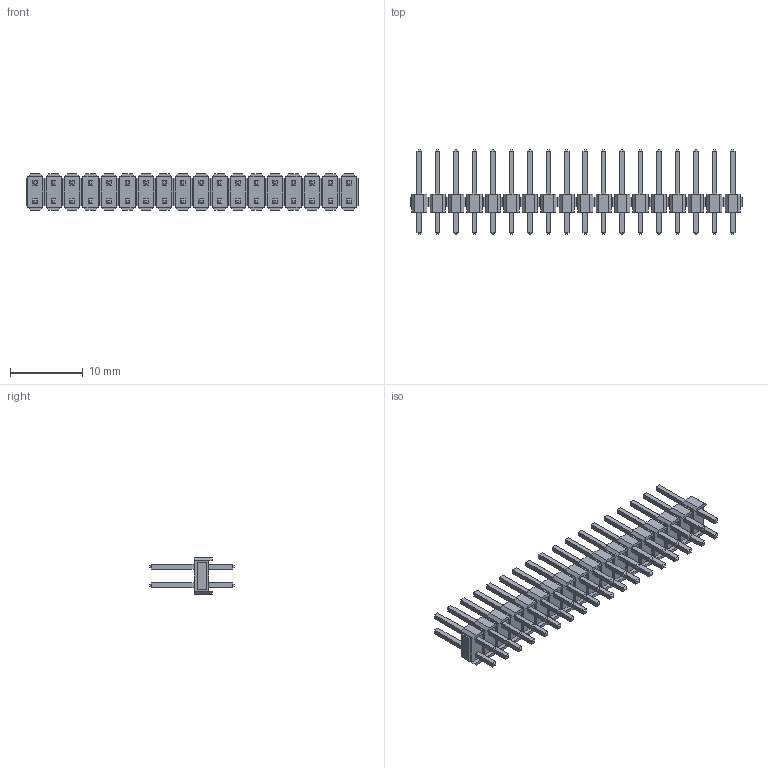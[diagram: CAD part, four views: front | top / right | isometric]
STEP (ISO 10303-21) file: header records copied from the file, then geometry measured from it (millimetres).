
FILE_DESCRIPTION (( 'STEP AP214' ), '1' );
FILE_NAME ('PLD-36.STEP', '2019-06-28T08:58:50', ( '' ), ( '' ), 'SwSTEP 2.0', 'SolidWorks 2018', '' );
FILE_SCHEMA (( 'AUTOMOTIVE_DESIGN' ));
Length unit declared in the file: millimetre
Products named in the file (1): PLD-36
Bounding box: 45.72 x 11.64 x 5 mm (x, y, z)
Volume: 558.1 mm3; surface area: 1874.9 mm2
Topology: 18 solids, 18 shells, 1080 faces, 2448 edges, 1512 vertices
Faces by surface type: plane 1080
Entity records: 41159 total; most frequent: CARTESIAN_POINT 5041, ORIENTED_EDGE 4896, DIRECTION 4610, VECTOR 2448, EDGE_CURVE 2448, LINE 2448, VERTEX_POINT 1512, EDGE_LOOP 1188
